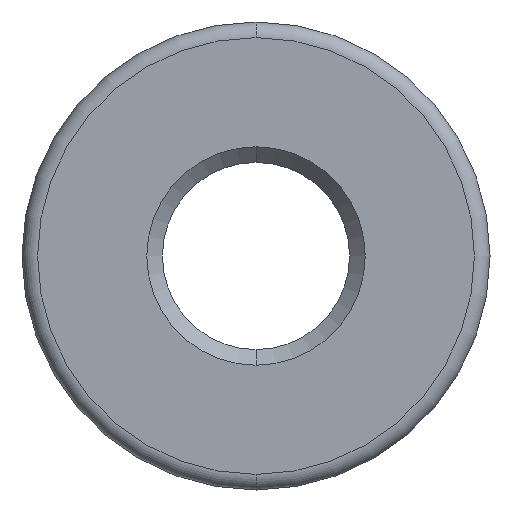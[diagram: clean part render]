
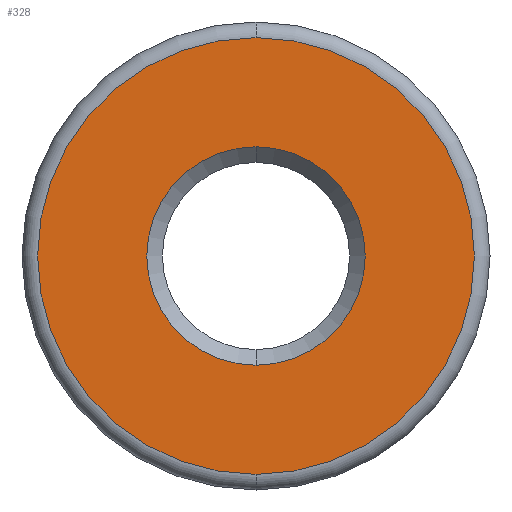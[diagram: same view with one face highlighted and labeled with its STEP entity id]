
A CAD part, front view. The second image highlights one B-rep face of the part: STEP entity #328.
In plain terms, the highlighted planar face has unit normal (0, -1, 0).
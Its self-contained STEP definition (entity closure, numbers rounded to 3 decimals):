
#5 = AXIS2_PLACEMENT_3D ( 'NONE', #352, #312, #272 ) ;
#22 = ORIENTED_EDGE ( 'NONE', *, *, #80, .T. ) ;
#35 = DIRECTION ( 'NONE',  ( 0., 1., 0. ) ) ;
#44 = ORIENTED_EDGE ( 'NONE', *, *, #422, .T. ) ;
#46 = VERTEX_POINT ( 'NONE', #436 ) ;
#53 = VERTEX_POINT ( 'NONE', #371 ) ;
#59 = EDGE_CURVE ( 'NONE', #46, #186, #152, .T. ) ;
#80 = EDGE_CURVE ( 'NONE', #337, #53, #326, .T. ) ;
#110 = FACE_BOUND ( 'NONE', #393, .T. ) ;
#116 = CIRCLE ( 'NONE', #5, 7. ) ;
#126 = ORIENTED_EDGE ( 'NONE', *, *, #201, .T. ) ;
#135 = CARTESIAN_POINT ( 'NONE',  ( 0., -15., 0. ) ) ;
#140 = FACE_OUTER_BOUND ( 'NONE', #164, .T. ) ;
#152 = CIRCLE ( 'NONE', #442, 7. ) ;
#153 = AXIS2_PLACEMENT_3D ( 'NONE', #420, #378, #335 ) ;
#164 = EDGE_LOOP ( 'NONE', ( #370, #126 ) ) ;
#186 = VERTEX_POINT ( 'NONE', #320 ) ;
#201 = EDGE_CURVE ( 'NONE', #186, #46, #116, .T. ) ;
#203 = DIRECTION ( 'NONE',  ( 0., 0., 1. ) ) ;
#243 = DIRECTION ( 'NONE',  ( 0., 0., 1. ) ) ;
#272 = DIRECTION ( 'NONE',  ( 0., 0., 1. ) ) ;
#284 = AXIS2_PLACEMENT_3D ( 'NONE', #331, #287, #243 ) ;
#287 = DIRECTION ( 'NONE',  ( 0., 1., 0. ) ) ;
#302 = AXIS2_PLACEMENT_3D ( 'NONE', #135, #35, #438 ) ;
#312 = DIRECTION ( 'NONE',  ( 0., -1., 0. ) ) ;
#320 = CARTESIAN_POINT ( 'NONE',  ( 0., -15., -7. ) ) ;
#326 = CIRCLE ( 'NONE', #302, 3.5 ) ;
#327 = DIRECTION ( 'NONE',  ( 0., -1., 0. ) ) ;
#328 = ADVANCED_FACE ( 'NONE', ( #140, #110 ), #373, .F. ) ;
#331 = CARTESIAN_POINT ( 'NONE',  ( 3.5, -15., 0. ) ) ;
#335 = DIRECTION ( 'NONE',  ( 0., 0., 1. ) ) ;
#337 = VERTEX_POINT ( 'NONE', #451 ) ;
#352 = CARTESIAN_POINT ( 'NONE',  ( 0., -15., 0. ) ) ;
#370 = ORIENTED_EDGE ( 'NONE', *, *, #59, .T. ) ;
#371 = CARTESIAN_POINT ( 'NONE',  ( 0., -15., 3.5 ) ) ;
#373 = PLANE ( 'NONE',  #284 ) ;
#378 = DIRECTION ( 'NONE',  ( 0., 1., 0. ) ) ;
#393 = EDGE_LOOP ( 'NONE', ( #22, #44 ) ) ;
#413 = CARTESIAN_POINT ( 'NONE',  ( 0., -15., 0. ) ) ;
#419 = CIRCLE ( 'NONE', #153, 3.5 ) ;
#420 = CARTESIAN_POINT ( 'NONE',  ( 0., -15., 0. ) ) ;
#422 = EDGE_CURVE ( 'NONE', #53, #337, #419, .T. ) ;
#436 = CARTESIAN_POINT ( 'NONE',  ( 0., -15., 7. ) ) ;
#438 = DIRECTION ( 'NONE',  ( 0., 0., 1. ) ) ;
#442 = AXIS2_PLACEMENT_3D ( 'NONE', #413, #327, #203 ) ;
#451 = CARTESIAN_POINT ( 'NONE',  ( 0., -15., -3.5 ) ) ;
